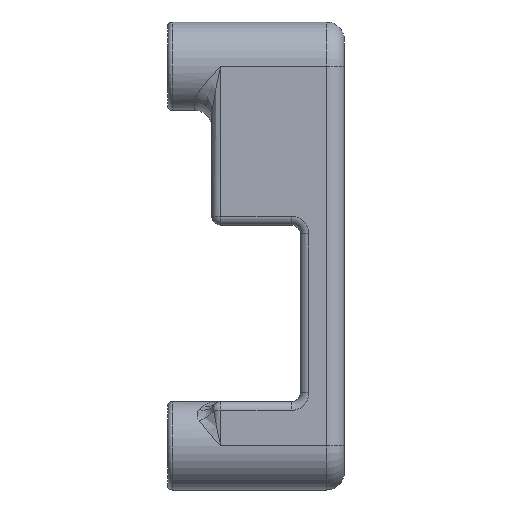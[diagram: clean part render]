
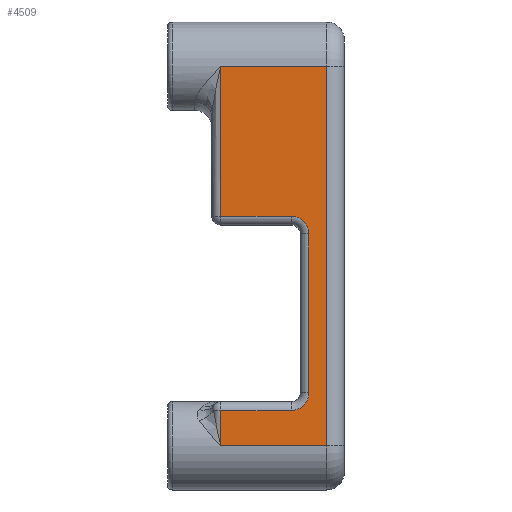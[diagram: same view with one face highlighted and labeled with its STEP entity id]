
A CAD part, left-side view. The second image highlights one B-rep face of the part: STEP entity #4509.
In plain terms, the highlighted planar face has unit normal (-1, 0, 0).
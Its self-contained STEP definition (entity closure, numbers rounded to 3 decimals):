
#86 = DIRECTION ( 'NONE',  ( 0., 0., 1. ) ) ;
#117 = CIRCLE ( 'NONE', #2721, 2. ) ;
#144 = EDGE_CURVE ( 'NONE', #2571, #1017, #364, .T. ) ;
#255 = DIRECTION ( 'NONE',  ( 0., 0., 1. ) ) ;
#350 = CARTESIAN_POINT ( 'NONE',  ( -72.5, 5., -1. ) ) ;
#356 = EDGE_CURVE ( 'NONE', #977, #1656, #1370, .T. ) ;
#358 = DIRECTION ( 'NONE',  ( 0., -1., 0. ) ) ;
#364 = LINE ( 'NONE', #3685, #4164 ) ;
#431 = EDGE_CURVE ( 'NONE', #4680, #4457, #1858, .T. ) ;
#457 = VECTOR ( 'NONE', #2751, 1000. ) ;
#550 = CARTESIAN_POINT ( 'NONE',  ( -72.5, 4., 0. ) ) ;
#644 = DIRECTION ( 'NONE',  ( -1., 0., 0. ) ) ;
#700 = LINE ( 'NONE', #2202, #2952 ) ;
#723 = EDGE_CURVE ( 'NONE', #1017, #1697, #700, .T. ) ;
#756 = CARTESIAN_POINT ( 'NONE',  ( -72.5, 4., -21. ) ) ;
#774 = VECTOR ( 'NONE', #3315, 1000. ) ;
#785 = CARTESIAN_POINT ( 'NONE',  ( -72.5, 2., 16. ) ) ;
#881 = VERTEX_POINT ( 'NONE', #2463 ) ;
#926 = CARTESIAN_POINT ( 'NONE',  ( -72.5, 6., -3. ) ) ;
#974 = EDGE_CURVE ( 'NONE', #881, #1656, #3671, .T. ) ;
#977 = VERTEX_POINT ( 'NONE', #3340 ) ;
#985 = VECTOR ( 'NONE', #3334, 1000. ) ;
#1017 = VERTEX_POINT ( 'NONE', #2954 ) ;
#1029 = FACE_OUTER_BOUND ( 'NONE', #2896, .T. ) ;
#1085 = CARTESIAN_POINT ( 'NONE',  ( -72.5, 6., -1. ) ) ;
#1091 = ORIENTED_EDGE ( 'NONE', *, *, #3603, .T. ) ;
#1130 = VECTOR ( 'NONE', #4261, 1000. ) ;
#1275 = LINE ( 'NONE', #550, #457 ) ;
#1370 = CIRCLE ( 'NONE', #3423, 2. ) ;
#1488 = LINE ( 'NONE', #3263, #4387 ) ;
#1637 = CARTESIAN_POINT ( 'NONE',  ( -72.5, 14., 16. ) ) ;
#1656 = VERTEX_POINT ( 'NONE', #1085 ) ;
#1692 = CARTESIAN_POINT ( 'NONE',  ( -72.5, 5., 0. ) ) ;
#1697 = VERTEX_POINT ( 'NONE', #4398 ) ;
#1708 = EDGE_CURVE ( 'NONE', #3666, #4457, #1488, .T. ) ;
#1738 = CARTESIAN_POINT ( 'NONE',  ( -72.5, 6., -23. ) ) ;
#1795 = VECTOR ( 'NONE', #358, 1000. ) ;
#1857 = EDGE_CURVE ( 'NONE', #3666, #881, #2833, .T. ) ;
#1858 = LINE ( 'NONE', #785, #985 ) ;
#1865 = AXIS2_PLACEMENT_3D ( 'NONE', #1692, #644, #255 ) ;
#1874 = DIRECTION ( 'NONE',  ( 0., 1., 0. ) ) ;
#1976 = DIRECTION ( 'NONE',  ( 0., 0., 1. ) ) ;
#2028 = ORIENTED_EDGE ( 'NONE', *, *, #356, .F. ) ;
#2079 = VERTEX_POINT ( 'NONE', #756 ) ;
#2202 = CARTESIAN_POINT ( 'NONE',  ( -72.5, 14., 0. ) ) ;
#2338 = CARTESIAN_POINT ( 'NONE',  ( -72.5, 2., 16. ) ) ;
#2342 = ORIENTED_EDGE ( 'NONE', *, *, #431, .T. ) ;
#2442 = ORIENTED_EDGE ( 'NONE', *, *, #723, .T. ) ;
#2463 = CARTESIAN_POINT ( 'NONE',  ( -72.5, 14., -1. ) ) ;
#2520 = CARTESIAN_POINT ( 'NONE',  ( -72.5, 5., -27. ) ) ;
#2571 = VERTEX_POINT ( 'NONE', #1738 ) ;
#2628 = CARTESIAN_POINT ( 'NONE',  ( -72.5, 6., -21. ) ) ;
#2721 = AXIS2_PLACEMENT_3D ( 'NONE', #2628, #3360, #86 ) ;
#2739 = ORIENTED_EDGE ( 'NONE', *, *, #974, .T. ) ;
#2751 = DIRECTION ( 'NONE',  ( 0., 0., -1. ) ) ;
#2755 = EDGE_CURVE ( 'NONE', #2571, #2079, #117, .T. ) ;
#2833 = LINE ( 'NONE', #3591, #1130 ) ;
#2896 = EDGE_LOOP ( 'NONE', ( #4146, #2342, #3963, #3837, #2739, #2028, #1091, #4658, #3172, #2442 ) ) ;
#2919 = DIRECTION ( 'NONE',  ( 0., -1., 0. ) ) ;
#2952 = VECTOR ( 'NONE', #3629, 1000. ) ;
#2954 = CARTESIAN_POINT ( 'NONE',  ( -72.5, 14., -23. ) ) ;
#3172 = ORIENTED_EDGE ( 'NONE', *, *, #144, .T. ) ;
#3263 = CARTESIAN_POINT ( 'NONE',  ( -72.5, 5., 16. ) ) ;
#3310 = EDGE_CURVE ( 'NONE', #1697, #4680, #4280, .T. ) ;
#3315 = DIRECTION ( 'NONE',  ( 0., -1., 0. ) ) ;
#3334 = DIRECTION ( 'NONE',  ( 0., 0., 1. ) ) ;
#3340 = CARTESIAN_POINT ( 'NONE',  ( -72.5, 4., -3. ) ) ;
#3360 = DIRECTION ( 'NONE',  ( -1., 0., 0. ) ) ;
#3423 = AXIS2_PLACEMENT_3D ( 'NONE', #926, #3777, #1976 ) ;
#3576 = PLANE ( 'NONE',  #1865 ) ;
#3591 = CARTESIAN_POINT ( 'NONE',  ( -72.5, 14., 0. ) ) ;
#3603 = EDGE_CURVE ( 'NONE', #977, #2079, #1275, .T. ) ;
#3622 = CARTESIAN_POINT ( 'NONE',  ( -72.5, 2., -27. ) ) ;
#3629 = DIRECTION ( 'NONE',  ( 0., 0., -1. ) ) ;
#3666 = VERTEX_POINT ( 'NONE', #1637 ) ;
#3671 = LINE ( 'NONE', #350, #774 ) ;
#3685 = CARTESIAN_POINT ( 'NONE',  ( -72.5, 5., -23. ) ) ;
#3777 = DIRECTION ( 'NONE',  ( -1., 0., 0. ) ) ;
#3837 = ORIENTED_EDGE ( 'NONE', *, *, #1857, .T. ) ;
#3963 = ORIENTED_EDGE ( 'NONE', *, *, #1708, .F. ) ;
#4146 = ORIENTED_EDGE ( 'NONE', *, *, #3310, .T. ) ;
#4164 = VECTOR ( 'NONE', #1874, 1000. ) ;
#4261 = DIRECTION ( 'NONE',  ( 0., 0., -1. ) ) ;
#4280 = LINE ( 'NONE', #2520, #1795 ) ;
#4387 = VECTOR ( 'NONE', #2919, 1000. ) ;
#4398 = CARTESIAN_POINT ( 'NONE',  ( -72.5, 14., -27. ) ) ;
#4457 = VERTEX_POINT ( 'NONE', #2338 ) ;
#4509 = ADVANCED_FACE ( 'NONE', ( #1029 ), #3576, .T. ) ;
#4658 = ORIENTED_EDGE ( 'NONE', *, *, #2755, .F. ) ;
#4680 = VERTEX_POINT ( 'NONE', #3622 ) ;
